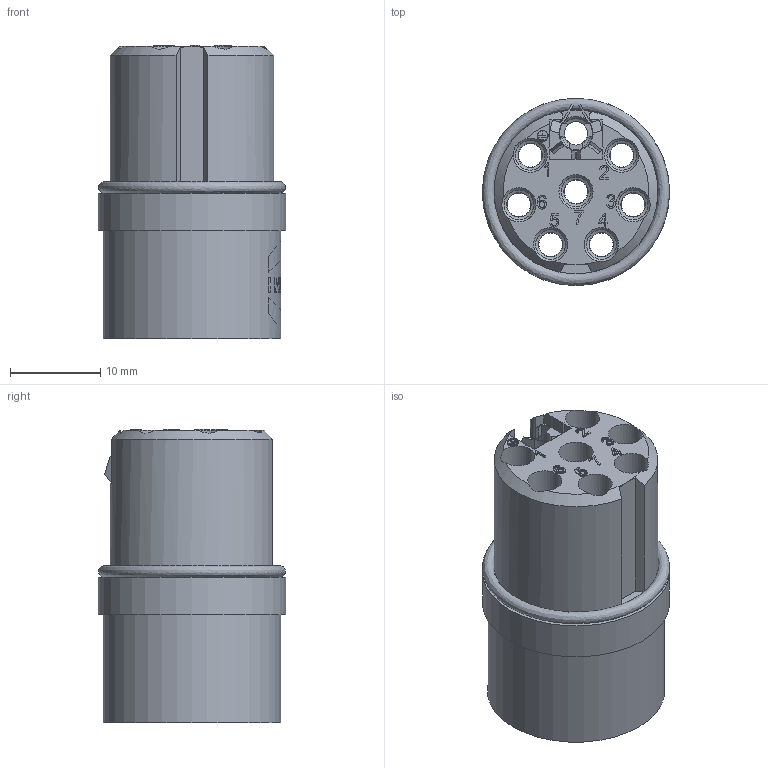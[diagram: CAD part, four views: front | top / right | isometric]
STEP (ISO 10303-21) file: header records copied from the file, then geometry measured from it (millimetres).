
FILE_DESCRIPTION(/* description */ (''),/* implementation_level */ '2;1');
FILE_NAME(/* name */ '100216063ugm000_b.stp',/* time_stamp */ '2018-06-26T13:20:56+02:00',/* author */ (''),/* organization */ (''),/* preprocessor_version */ 'ST-DEVELOPER v16.7',/* originating_system */ 'SIEMENS PLM Software NX 12.0',/* authorisation */ '');
FILE_SCHEMA (('AUTOMOTIVE_DESIGN { 1 0 10303 214 3 1 1 1 }'));
Length unit declared in the file: millimetre
Products named in the file (1): 100216063ugm000_b
Bounding box: 20.8 x 20.8 x 32.65 mm (x, y, z)
Volume: 4080.3 mm3; surface area: 5267 mm2
Topology: 1 solids, 1 shells, 447 faces, 1314 edges, 999 vertices
Faces by surface type: plane 278, cylinder 88, extrusion 42, cone 30, bspline 9
Full cylindrical faces by diameter (mm): 1.149 x2, 1.229 x2, 2.6 x8, 3 x8, 3.3 x7, 3.7 x7, 3.8 x7, 18.2 x1, 19.7 x1, 20.8 x1
Entity records: 20822 total; most frequent: CARTESIAN_POINT 6467, ORIENTED_EDGE 2290, DIRECTION 1884, EDGE_CURVE 1145, VERTEX_POINT 812, VECTOR 674, LINE 632, AXIS2_PLACEMENT_3D 605
